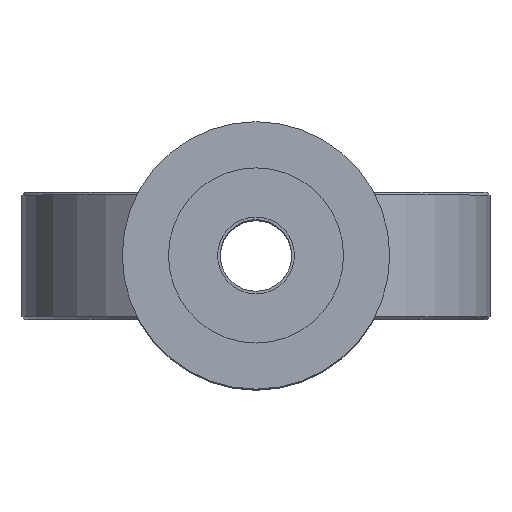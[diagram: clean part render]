
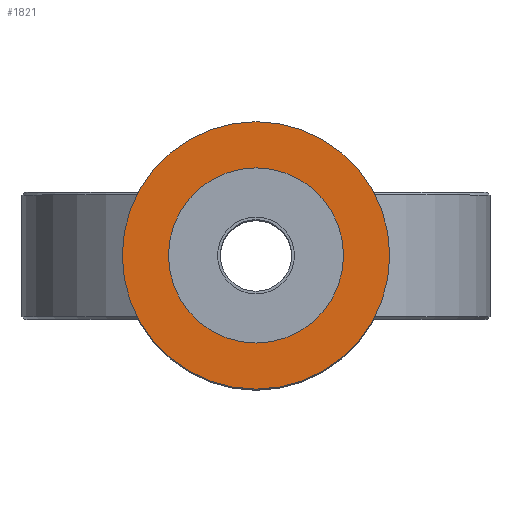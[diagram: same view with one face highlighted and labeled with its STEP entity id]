
A CAD part, top view. The second image highlights one B-rep face of the part: STEP entity #1821.
In plain terms, the highlighted face is planar.
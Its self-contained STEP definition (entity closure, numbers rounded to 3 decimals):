
#12 = DIRECTION ( 'NONE',  ( 0., 0., -1. ) ) ;
#157 = CIRCLE ( 'NONE', #544, 20. ) ;
#219 = AXIS2_PLACEMENT_3D ( 'NONE', #2953, #1235, #282 ) ;
#266 = CIRCLE ( 'NONE', #1760, 13.1 ) ;
#282 = DIRECTION ( 'NONE',  ( 0., 0., 1. ) ) ;
#314 = CARTESIAN_POINT ( 'NONE',  ( 0., 0., -13.1 ) ) ;
#342 = CIRCLE ( 'NONE', #3021, 13.1 ) ;
#544 = AXIS2_PLACEMENT_3D ( 'NONE', #1224, #1207, #1265 ) ;
#561 = VERTEX_POINT ( 'NONE', #314 ) ;
#667 = EDGE_LOOP ( 'NONE', ( #1894, #2053 ) ) ;
#811 = FACE_OUTER_BOUND ( 'NONE', #667, .T. ) ;
#812 = CARTESIAN_POINT ( 'NONE',  ( 0., 0., 0. ) ) ;
#834 = ORIENTED_EDGE ( 'NONE', *, *, #1457, .F. ) ;
#860 = EDGE_CURVE ( 'NONE', #3246, #1522, #2557, .T. ) ;
#997 = EDGE_CURVE ( 'NONE', #1522, #3246, #157, .T. ) ;
#1207 = DIRECTION ( 'NONE',  ( 0., -1., 0. ) ) ;
#1211 = PLANE ( 'NONE',  #219 ) ;
#1224 = CARTESIAN_POINT ( 'NONE',  ( 0., 0., 0. ) ) ;
#1235 = DIRECTION ( 'NONE',  ( 0., 1., 0. ) ) ;
#1265 = DIRECTION ( 'NONE',  ( 0., 0., -1. ) ) ;
#1457 = EDGE_CURVE ( 'NONE', #561, #2490, #342, .T. ) ;
#1522 = VERTEX_POINT ( 'NONE', #1637 ) ;
#1637 = CARTESIAN_POINT ( 'NONE',  ( 0., 0., -20. ) ) ;
#1689 = AXIS2_PLACEMENT_3D ( 'NONE', #2590, #2819, #2854 ) ;
#1760 = AXIS2_PLACEMENT_3D ( 'NONE', #2394, #2668, #2642 ) ;
#1821 = ADVANCED_FACE ( 'NONE', ( #2169, #811 ), #1211, .F. ) ;
#1880 = DIRECTION ( 'NONE',  ( 0., -1., 0. ) ) ;
#1894 = ORIENTED_EDGE ( 'NONE', *, *, #997, .T. ) ;
#2053 = ORIENTED_EDGE ( 'NONE', *, *, #860, .T. ) ;
#2169 = FACE_BOUND ( 'NONE', #2290, .T. ) ;
#2250 = CARTESIAN_POINT ( 'NONE',  ( 0., 0., 20. ) ) ;
#2290 = EDGE_LOOP ( 'NONE', ( #834, #2787 ) ) ;
#2303 = EDGE_CURVE ( 'NONE', #2490, #561, #266, .T. ) ;
#2394 = CARTESIAN_POINT ( 'NONE',  ( 0., 0., 0. ) ) ;
#2490 = VERTEX_POINT ( 'NONE', #3249 ) ;
#2557 = CIRCLE ( 'NONE', #1689, 20. ) ;
#2590 = CARTESIAN_POINT ( 'NONE',  ( 0., 0., 0. ) ) ;
#2642 = DIRECTION ( 'NONE',  ( 0., 0., -1. ) ) ;
#2668 = DIRECTION ( 'NONE',  ( 0., -1., 0. ) ) ;
#2787 = ORIENTED_EDGE ( 'NONE', *, *, #2303, .F. ) ;
#2819 = DIRECTION ( 'NONE',  ( 0., -1., 0. ) ) ;
#2854 = DIRECTION ( 'NONE',  ( 0., 0., -1. ) ) ;
#2953 = CARTESIAN_POINT ( 'NONE',  ( -13.1, 0., 0. ) ) ;
#3021 = AXIS2_PLACEMENT_3D ( 'NONE', #812, #1880, #12 ) ;
#3246 = VERTEX_POINT ( 'NONE', #2250 ) ;
#3249 = CARTESIAN_POINT ( 'NONE',  ( 0., 0., 13.1 ) ) ;
